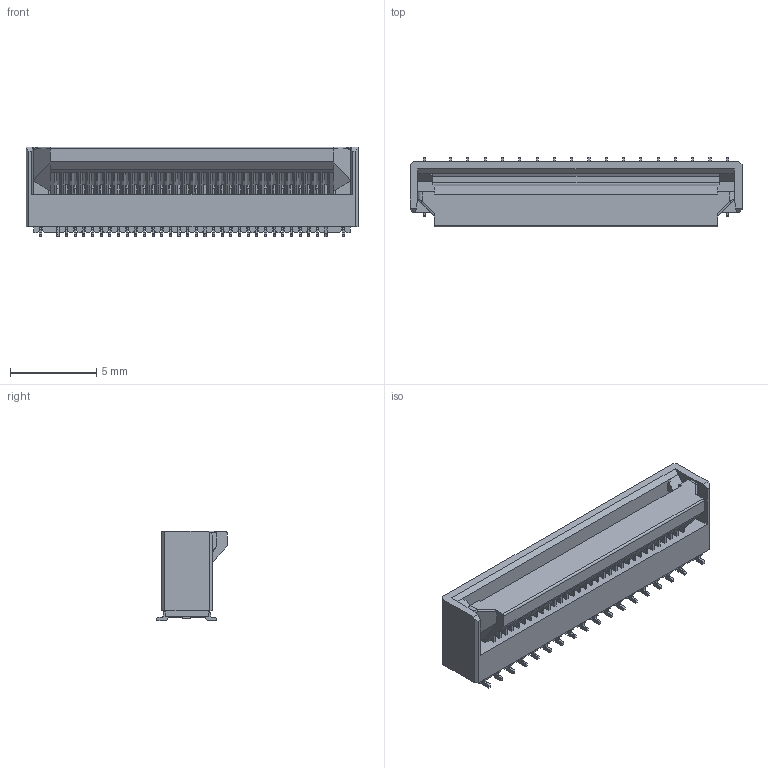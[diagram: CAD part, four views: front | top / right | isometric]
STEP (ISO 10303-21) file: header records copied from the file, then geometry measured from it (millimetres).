
FILE_DESCRIPTION(('Creo Elements/Direct Modeling STEP Export'),'2;1');
FILE_NAME('TF38-32S-0.5SV_3D_171107.stp','2017-11-08T15:31:18',(''),(''),'Creo Elements/Direct Modeling STEP processor for AP214 (Solid Model)','Creo Elements/Direct Modeling 18.0 28-May-2011 (C) Parametric Technology GmbH','');
FILE_SCHEMA(('AUTOMOTIVE_DESIGN { 1 0 10303 214 1 1 1 1 }'));
Length unit declared in the file: millimetre
Products named in the file (2): TF38-32S-0_5SV_3D
Assembly tree (1 placements, depth 2):
  TF38-32S-0_5SV_3D
    TF38-32S-0_5SV_3D
Bounding box: 19.2 x 4.05 x 5.2 mm (x, y, z)
Volume: 236.1 mm3; surface area: 642.9 mm2
Topology: 1 solids, 1 shells, 1294 faces, 3601 edges, 2374 vertices
Faces by surface type: plane 1049, cylinder 237, torus 4, bspline 4
Entity records: 41589 total; most frequent: CARTESIAN_POINT 7951, ORIENTED_EDGE 7202, DIRECTION 6633, EDGE_CURVE 3601, VECTOR 3103, LINE 3103, VERTEX_POINT 2374, AXIS2_PLACEMENT_3D 1765
